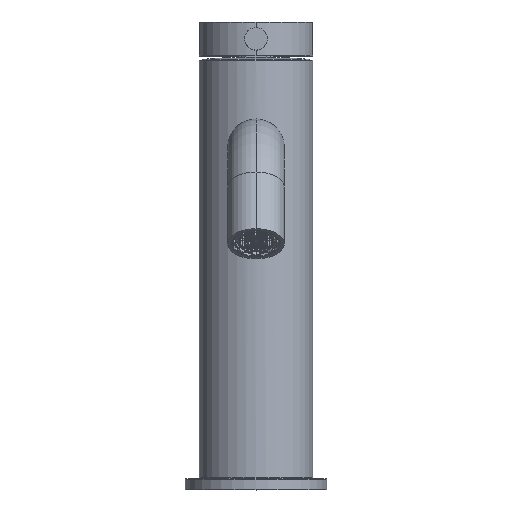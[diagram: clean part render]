
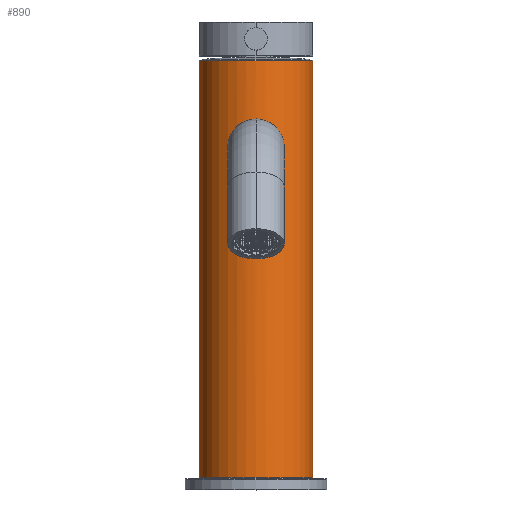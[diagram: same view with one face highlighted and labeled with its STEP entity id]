
A CAD part, top view. The second image highlights one B-rep face of the part: STEP entity #890.
In plain terms, the highlighted cylindrical face has radius 20.1 mm (diameter 40.2 mm), a partial arc.
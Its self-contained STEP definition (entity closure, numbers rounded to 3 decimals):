
#160=CARTESIAN_POINT('',(4.5,117.,19.59));
#161=CARTESIAN_POINT('',(4.5,117.365,19.59));
#162=CARTESIAN_POINT('',(4.414,118.073,19.61));
#163=CARTESIAN_POINT('',(4.03,119.101,19.694));
#164=CARTESIAN_POINT('',(3.404,120.011,19.814));
#165=CARTESIAN_POINT('',(2.575,120.745,19.941));
#166=CARTESIAN_POINT('',(1.6,121.253,20.045));
#167=CARTESIAN_POINT('',(0.542,121.511,20.102));
#168=CARTESIAN_POINT('',(-0.542,121.511,20.102));
#169=CARTESIAN_POINT('',(-1.6,121.253,20.045));
#170=CARTESIAN_POINT('',(-2.575,120.745,19.941));
#171=CARTESIAN_POINT('',(-3.404,120.011,19.814));
#172=CARTESIAN_POINT('',(-4.03,119.101,19.694));
#173=CARTESIAN_POINT('',(-4.414,118.073,19.61));
#174=CARTESIAN_POINT('',(-4.5,117.365,19.59));
#175=CARTESIAN_POINT('',(-4.5,117.,19.59));
#177=CARTESIAN_POINT('',(-4.5,117.,19.59));
#178=CARTESIAN_POINT('',(-4.5,116.635,19.59));
#179=CARTESIAN_POINT('',(-4.414,115.927,19.61));
#180=CARTESIAN_POINT('',(-4.03,114.899,19.694));
#181=CARTESIAN_POINT('',(-3.404,113.989,19.814));
#182=CARTESIAN_POINT('',(-2.575,113.255,19.941));
#183=CARTESIAN_POINT('',(-1.6,112.747,20.045));
#184=CARTESIAN_POINT('',(-0.542,112.489,20.102));
#185=CARTESIAN_POINT('',(0.542,112.489,20.102));
#186=CARTESIAN_POINT('',(1.6,112.747,20.045));
#187=CARTESIAN_POINT('',(2.575,113.255,19.941));
#188=CARTESIAN_POINT('',(3.404,113.989,19.814));
#189=CARTESIAN_POINT('',(4.03,114.899,19.694));
#190=CARTESIAN_POINT('',(4.414,115.927,19.61));
#191=CARTESIAN_POINT('',(4.5,116.635,19.59));
#192=CARTESIAN_POINT('',(4.5,117.,19.59));
#194=CARTESIAN_POINT('',(0.,147.8,0.));
#195=DIRECTION('',(0.,-1.,0.));
#196=DIRECTION('',(1.,0.,0.));
#197=AXIS2_PLACEMENT_3D('',#194,#195,#196);
#199=CARTESIAN_POINT('',(0.,0.2,0.));
#200=DIRECTION('',(0.,-1.,0.));
#201=DIRECTION('',(1.,0.,0.));
#202=AXIS2_PLACEMENT_3D('',#199,#200,#201);
#497=DIRECTION('',(0.,-1.,0.));
#498=VECTOR('',#497,147.6);
#499=CARTESIAN_POINT('',(-20.1,147.8,0.));
#500=LINE('',#499,#498);
#506=DIRECTION('',(0.,-1.,0.));
#507=VECTOR('',#506,147.6);
#508=CARTESIAN_POINT('',(20.1,147.8,0.));
#509=LINE('',#508,#507);
#624=VERTEX_POINT('',#160);
#625=VERTEX_POINT('',#175);
#630=CARTESIAN_POINT('',(-20.1,147.8,0.));
#631=CARTESIAN_POINT('',(20.1,147.8,0.));
#632=VERTEX_POINT('',#630);
#633=VERTEX_POINT('',#631);
#642=CARTESIAN_POINT('',(-20.1,0.2,0.));
#643=CARTESIAN_POINT('',(20.1,0.2,0.));
#644=VERTEX_POINT('',#642);
#645=VERTEX_POINT('',#643);
#870=CARTESIAN_POINT('',(0.,-7.4,0.));
#871=DIRECTION('',(0.,1.,0.));
#872=DIRECTION('',(1.,0.,0.));
#873=AXIS2_PLACEMENT_3D('',#870,#871,#872);
#874=CYLINDRICAL_SURFACE('',#873,20.1);
#876=ORIENTED_EDGE('',*,*,#875,.F.);
#878=ORIENTED_EDGE('',*,*,#877,.T.);
#880=ORIENTED_EDGE('',*,*,#879,.T.);
#882=ORIENTED_EDGE('',*,*,#881,.F.);
#883=EDGE_LOOP('',(#876,#878,#880,#882));
#884=FACE_OUTER_BOUND('',#883,.F.);
#885=ORIENTED_EDGE('',*,*,#856,.T.);
#887=ORIENTED_EDGE('',*,*,#886,.T.);
#888=EDGE_LOOP('',(#885,#887));
#889=FACE_BOUND('',#888,.F.);
#890=ADVANCED_FACE('',(#884,#889),#874,.T.);
#176=B_SPLINE_CURVE_WITH_KNOTS('',3,(#160,#161,#162,#163,#164,#165,#166,#167,
#168,#169,#170,#171,#172,#173,#174,#175),.UNSPECIFIED.,.F.,.F.,(4,1,1,1,1,1,1,1,
1,1,1,1,1,4),(0.,0.077,0.154,0.231,
0.308,0.385,0.462,0.538,
0.615,0.692,0.769,0.846,
0.923,1.),.UNSPECIFIED.);
#193=B_SPLINE_CURVE_WITH_KNOTS('',3,(#177,#178,#179,#180,#181,#182,#183,#184,
#185,#186,#187,#188,#189,#190,#191,#192),.UNSPECIFIED.,.F.,.F.,(4,1,1,1,1,1,1,1,
1,1,1,1,1,4),(0.,0.077,0.154,0.231,
0.308,0.385,0.462,0.538,
0.615,0.692,0.769,0.846,
0.923,1.),.UNSPECIFIED.);
#198=CIRCLE('',#197,20.1);
#203=CIRCLE('',#202,20.1);
#856=EDGE_CURVE('',#624,#625,#176,.T.);
#875=EDGE_CURVE('',#633,#632,#198,.T.);
#877=EDGE_CURVE('',#633,#645,#509,.T.);
#879=EDGE_CURVE('',#645,#644,#203,.T.);
#881=EDGE_CURVE('',#632,#644,#500,.T.);
#886=EDGE_CURVE('',#625,#624,#193,.T.);
